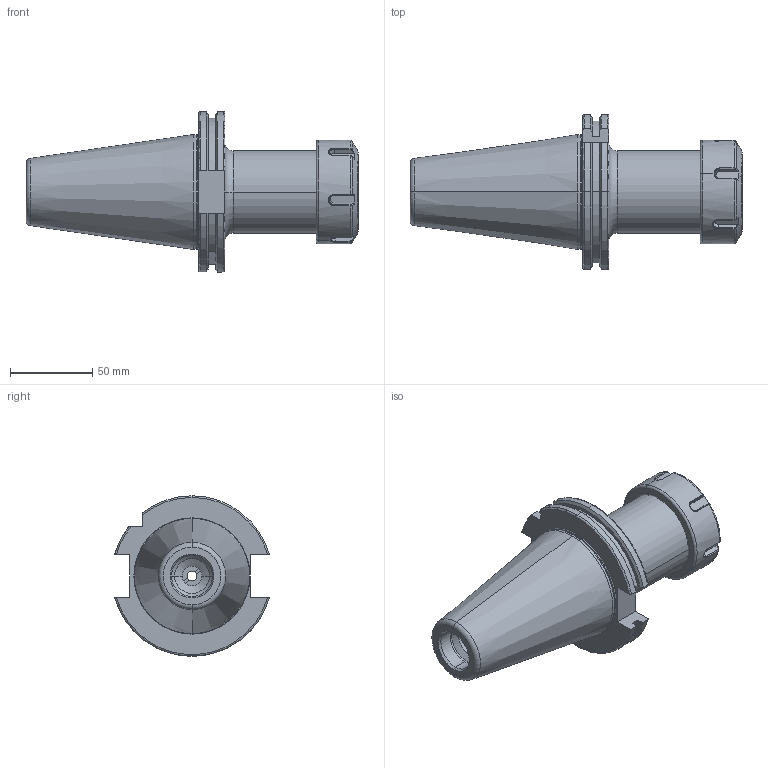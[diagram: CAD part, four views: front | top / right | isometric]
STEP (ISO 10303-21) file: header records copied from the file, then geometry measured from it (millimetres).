
FILE_DESCRIPTION (( 'STEP AP203' ), '1' );
FILE_NAME ('91506-ER140100.STEP', '2022-02-04T04:52:05', ( '' ), ( '' ), 'SwSTEP 2.0', 'SolidWorks 2018', '' );
FILE_SCHEMA (( 'CONFIG_CONTROL_DESIGN' ));
Length unit declared in the file: millimetre
Products named in the file (8): SK50CCHER40100WW; FTSCWM28X150.; FT NUT ER 40; 91506-ER140100
Assembly tree (4 placements, depth 3):
  SK50CCHER40100WW
  FTSCWM28X150.
  FT NUT ER 40
  91506-ER140100
    SK50CCHER40100WW
      SK50CCHER40100WW
      FTSCWM28X150.
      FT NUT ER 40
Bounding box: 201.75 x 94.05 x 97.5 mm (x, y, z)
Volume: 450321.9 mm3; surface area: 75000.8 mm2
Topology: 3 solids, 3 shells, 230 faces, 565 edges, 347 vertices
Faces by surface type: plane 75, cylinder 47, cone 40, torus 38, bspline 30
Entity records: 8127 total; most frequent: CARTESIAN_POINT 2167, ORIENTED_EDGE 1130, DIRECTION 1052, EDGE_CURVE 565, AXIS2_PLACEMENT_3D 428, VERTEX_POINT 347, EDGE_LOOP 242, FACE_OUTER_BOUND 230
